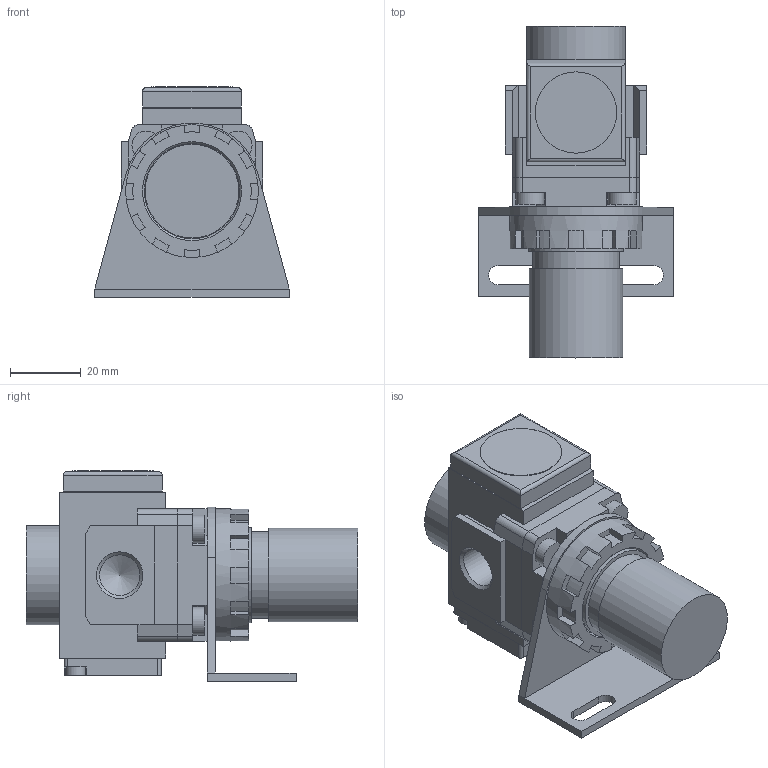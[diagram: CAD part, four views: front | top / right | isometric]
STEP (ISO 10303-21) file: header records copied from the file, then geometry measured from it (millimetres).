
FILE_DESCRIPTION( ( 'STEP AP214' ), '1' );
FILE_NAME( 'AR20-F02BE-B(0).stp', '2020-04-09T13:31:58', ( 'License CC BY-ND 4.0' ), ( 'CADENAS' ), ' ', 'PARTsolutions', ' ' );
FILE_SCHEMA( ( 'AUTOMOTIVE_DESIGN { 1 0 10303 214 1 1 1 1 }' ) );
Length unit declared in the file: millimetre
Products named in the file (6): AR20-F02BE-B(0); _AR20-02BE-B(0)_BODY; _AR20-B(0)_BOWL; _AR23P-270AS(20)_BRACKET; _AR23P-260S_SETNUT; _AR20E_GAUGE_AR-B
Assembly tree (5 placements, depth 2):
  AR20-F02BE-B(0)
    _AR20-02BE-B(0)_BODY
    _AR20-B(0)_BOWL
    _AR23P-270AS(20)_BRACKET
    _AR23P-260S_SETNUT
    _AR20E_GAUGE_AR-B
Bounding box: 55 x 93.9 x 59.5 mm (x, y, z)
Volume: 106649.9 mm3; surface area: 30764.6 mm2
Topology: 5 solids, 5 shells, 251 faces, 656 edges, 432 vertices
Faces by surface type: plane 172, cylinder 64, cone 15
Full cylindrical faces by diameter (mm): 5.6 x1, 5.8 x1, 8 x4, 9.728 x1, 11.445 x2, 23 x1, 24.5 x1, 26.5 x1, 26.917 x1, 26.92 x1, 28 x2, 33.4 x1, 37.5 x1
Entity records: 9609 total; most frequent: CARTESIAN_POINT 1346, DIRECTION 1287, ORIENTED_EDGE 1238, EDGE_CURVE 619, LINE 433, VECTOR 433, AXIS2_PLACEMENT_3D 427, VERTEX_POINT 422
